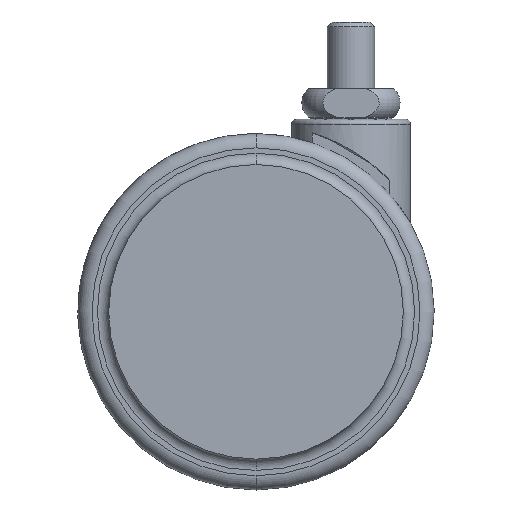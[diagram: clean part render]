
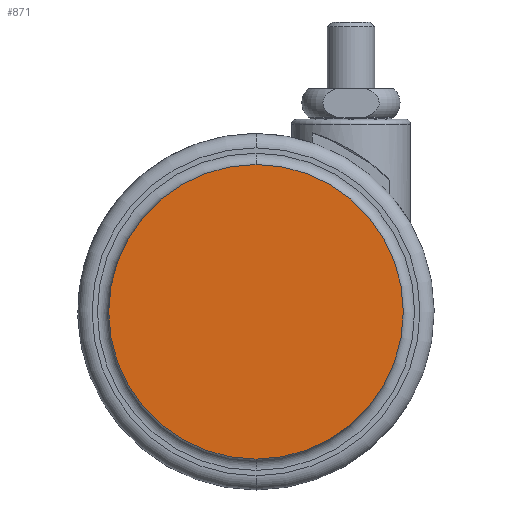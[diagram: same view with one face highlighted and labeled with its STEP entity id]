
A CAD part, front view. The second image highlights one B-rep face of the part: STEP entity #871.
In plain terms, the highlighted planar face has unit normal (0, -1, 0).
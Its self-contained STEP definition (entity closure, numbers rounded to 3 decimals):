
#7 = VERTEX_POINT ( 'NONE', #3222 ) ;
#205 = FACE_OUTER_BOUND ( 'NONE', #3293, .T. ) ;
#277 = DIRECTION ( 'NONE',  ( 0., -1., 0. ) ) ;
#280 = AXIS2_PLACEMENT_3D ( 'NONE', #2098, #277, #2411 ) ;
#675 = CIRCLE ( 'NONE', #1949, 31. ) ;
#871 = ADVANCED_FACE ( 'NONE', ( #205 ), #2072, .T. ) ;
#1045 = CARTESIAN_POINT ( 'NONE',  ( -20., -23.5, -40.5 ) ) ;
#1133 = VERTEX_POINT ( 'NONE', #2905 ) ;
#1343 = DIRECTION ( 'NONE',  ( 0., 0., -1. ) ) ;
#1791 = ORIENTED_EDGE ( 'NONE', *, *, #2511, .T. ) ;
#1949 = AXIS2_PLACEMENT_3D ( 'NONE', #1045, #3183, #1343 ) ;
#2072 = PLANE ( 'NONE',  #2362 ) ;
#2098 = CARTESIAN_POINT ( 'NONE',  ( -20., -23.5, -40.5 ) ) ;
#2155 = DIRECTION ( 'NONE',  ( 0., 0., -1. ) ) ;
#2203 = ORIENTED_EDGE ( 'NONE', *, *, #3087, .T. ) ;
#2362 = AXIS2_PLACEMENT_3D ( 'NONE', #3316, #3846, #2155 ) ;
#2411 = DIRECTION ( 'NONE',  ( 0., 0., -1. ) ) ;
#2511 = EDGE_CURVE ( 'NONE', #1133, #7, #675, .T. ) ;
#2905 = CARTESIAN_POINT ( 'NONE',  ( -20., -23.5, -9.5 ) ) ;
#3087 = EDGE_CURVE ( 'NONE', #7, #1133, #3363, .T. ) ;
#3183 = DIRECTION ( 'NONE',  ( 0., -1., 0. ) ) ;
#3222 = CARTESIAN_POINT ( 'NONE',  ( -20., -23.5, -71.5 ) ) ;
#3293 = EDGE_LOOP ( 'NONE', ( #2203, #1791 ) ) ;
#3316 = CARTESIAN_POINT ( 'NONE',  ( -20., -23.5, -40.5 ) ) ;
#3363 = CIRCLE ( 'NONE', #280, 31. ) ;
#3846 = DIRECTION ( 'NONE',  ( 0., -1., 0. ) ) ;
